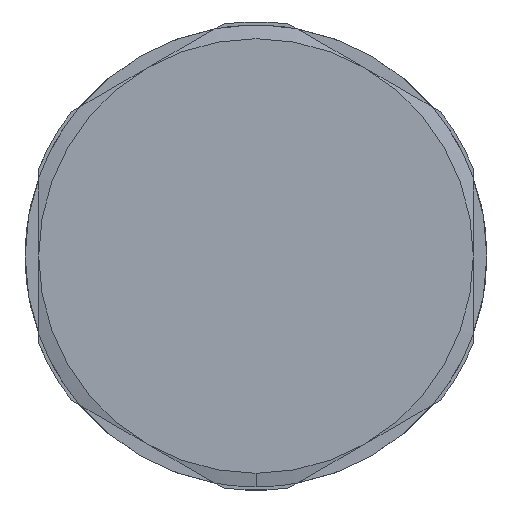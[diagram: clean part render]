
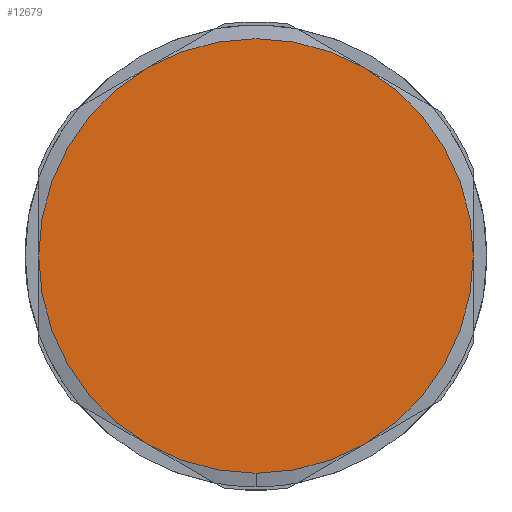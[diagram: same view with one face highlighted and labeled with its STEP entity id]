
A CAD part, left-side view. The second image highlights one B-rep face of the part: STEP entity #12679.
In plain terms, the highlighted planar face has unit normal (-1, 0, 0).
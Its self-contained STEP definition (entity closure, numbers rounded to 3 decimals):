
#359 = CARTESIAN_POINT ( 'NONE',  ( -56.15, 16., 0. ) ) ;
#420 = CARTESIAN_POINT ( 'NONE',  ( -56.15, 8., 13.856 ) ) ;
#647 = CARTESIAN_POINT ( 'NONE',  ( -56.15, -16., 0. ) ) ;
#733 = CARTESIAN_POINT ( 'NONE',  ( -56.15, -8., 13.856 ) ) ;
#738 = CARTESIAN_POINT ( 'NONE',  ( -56.15, 8., -13.856 ) ) ;
#748 = CARTESIAN_POINT ( 'NONE',  ( -56.15, 0., -16. ) ) ;
#807 = CARTESIAN_POINT ( 'NONE',  ( -56.15, -8., -13.856 ) ) ;
#1997 = FACE_OUTER_BOUND ( 'NONE', #13001, .T. ) ;
#2729 = AXIS2_PLACEMENT_3D ( 'NONE', #2991, #3030, #3031 ) ;
#2733 = AXIS2_PLACEMENT_3D ( 'NONE', #3154, #3155, #3157 ) ;
#2768 = AXIS2_PLACEMENT_3D ( 'NONE', #3196, #3149, #3147 ) ;
#2804 = AXIS2_PLACEMENT_3D ( 'NONE', #3144, #2993, #3153 ) ;
#2821 = AXIS2_PLACEMENT_3D ( 'NONE', #2998, #3033, #3195 ) ;
#2829 = AXIS2_PLACEMENT_3D ( 'NONE', #4145, #4149, #4150 ) ;
#2873 = AXIS2_PLACEMENT_3D ( 'NONE', #3526, #3527, #3528 ) ;
#2960 = VERTEX_POINT ( 'NONE', #748 ) ;
#2991 = CARTESIAN_POINT ( 'NONE',  ( -56.15, 0., 0. ) ) ;
#2993 = DIRECTION ( 'NONE',  ( 1., 0., 0. ) ) ;
#2998 = CARTESIAN_POINT ( 'NONE',  ( -56.15, 0., 0. ) ) ;
#3030 = DIRECTION ( 'NONE',  ( 1., 0., 0. ) ) ;
#3031 = DIRECTION ( 'NONE',  ( 0., 0., -1. ) ) ;
#3033 = DIRECTION ( 'NONE',  ( 1., 0., 0. ) ) ;
#3144 = CARTESIAN_POINT ( 'NONE',  ( -56.15, 0., 0. ) ) ;
#3147 = DIRECTION ( 'NONE',  ( 0., 0., -1. ) ) ;
#3149 = DIRECTION ( 'NONE',  ( 1., 0., 0. ) ) ;
#3153 = DIRECTION ( 'NONE',  ( 0., 0., -1. ) ) ;
#3154 = CARTESIAN_POINT ( 'NONE',  ( -56.15, 0., 0. ) ) ;
#3155 = DIRECTION ( 'NONE',  ( 1., 0., 0. ) ) ;
#3157 = DIRECTION ( 'NONE',  ( 0., 0., -1. ) ) ;
#3195 = DIRECTION ( 'NONE',  ( 0., 0., -1. ) ) ;
#3196 = CARTESIAN_POINT ( 'NONE',  ( -56.15, 0., 0. ) ) ;
#3274 = VERTEX_POINT ( 'NONE', #807 ) ;
#3526 = CARTESIAN_POINT ( 'NONE',  ( -56.15, 0., 0. ) ) ;
#3527 = DIRECTION ( 'NONE',  ( 1., 0., 0. ) ) ;
#3528 = DIRECTION ( 'NONE',  ( 0., 0., -1. ) ) ;
#4145 = CARTESIAN_POINT ( 'NONE',  ( -56.15, 16., -9.238 ) ) ;
#4147 = PLANE ( 'NONE',  #2829 ) ;
#4149 = DIRECTION ( 'NONE',  ( 1., 0., 0. ) ) ;
#4150 = DIRECTION ( 'NONE',  ( 0., -1., 0. ) ) ;
#6162 = VERTEX_POINT ( 'NONE', #733 ) ;
#6168 = VERTEX_POINT ( 'NONE', #738 ) ;
#6203 = CIRCLE ( 'NONE', #8020, 16. ) ;
#6238 = VERTEX_POINT ( 'NONE', #647 ) ;
#6359 = VERTEX_POINT ( 'NONE', #359 ) ;
#6399 = VERTEX_POINT ( 'NONE', #420 ) ;
#6555 = EDGE_CURVE ( 'NONE', #3274, #2960, #6203, .T. ) ;
#7363 = ORIENTED_EDGE ( 'NONE', *, *, #6555, .F. ) ;
#7384 = ORIENTED_EDGE ( 'NONE', *, *, #7944, .F. ) ;
#7441 = ORIENTED_EDGE ( 'NONE', *, *, #7941, .F. ) ;
#7442 = ORIENTED_EDGE ( 'NONE', *, *, #7967, .F. ) ;
#7443 = ORIENTED_EDGE ( 'NONE', *, *, #7940, .F. ) ;
#7454 = ORIENTED_EDGE ( 'NONE', *, *, #7943, .F. ) ;
#7784 = ORIENTED_EDGE ( 'NONE', *, *, #7942, .F. ) ;
#7940 = EDGE_CURVE ( 'NONE', #6168, #6359, #9689, .T. ) ;
#7941 = EDGE_CURVE ( 'NONE', #6359, #6399, #9684, .T. ) ;
#7942 = EDGE_CURVE ( 'NONE', #6399, #6162, #9688, .T. ) ;
#7943 = EDGE_CURVE ( 'NONE', #6162, #6238, #9643, .T. ) ;
#7944 = EDGE_CURVE ( 'NONE', #6238, #3274, #9640, .T. ) ;
#7967 = EDGE_CURVE ( 'NONE', #2960, #6168, #9889, .T. ) ;
#8020 = AXIS2_PLACEMENT_3D ( 'NONE', #10744, #10600, #10601 ) ;
#9640 = CIRCLE ( 'NONE', #2733, 16. ) ;
#9643 = CIRCLE ( 'NONE', #2804, 16. ) ;
#9684 = CIRCLE ( 'NONE', #2821, 16. ) ;
#9688 = CIRCLE ( 'NONE', #2768, 16. ) ;
#9689 = CIRCLE ( 'NONE', #2729, 16. ) ;
#9889 = CIRCLE ( 'NONE', #2873, 16. ) ;
#10600 = DIRECTION ( 'NONE',  ( 1., 0., 0. ) ) ;
#10601 = DIRECTION ( 'NONE',  ( 0., 0., -1. ) ) ;
#10744 = CARTESIAN_POINT ( 'NONE',  ( -56.15, 0., 0. ) ) ;
#12679 = ADVANCED_FACE ( 'NONE', ( #1997 ), #4147, .F. ) ;
#13001 = EDGE_LOOP ( 'NONE', ( #7384, #7454, #7784, #7441, #7443, #7442, #7363 ) ) ;
